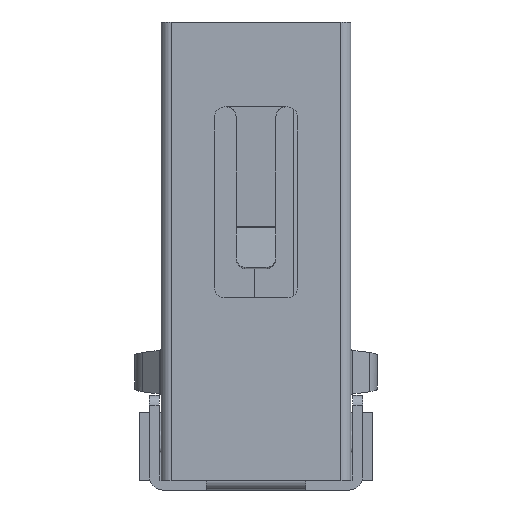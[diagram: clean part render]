
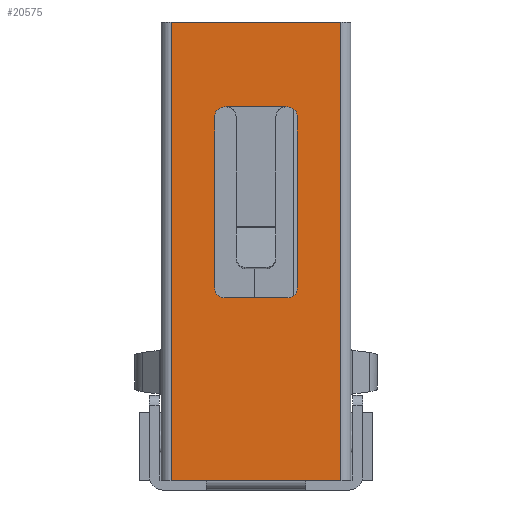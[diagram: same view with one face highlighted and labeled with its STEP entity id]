
A CAD part, left-side view. The second image highlights one B-rep face of the part: STEP entity #20575.
In plain terms, the highlighted planar face has unit normal (-1, 0, 0).
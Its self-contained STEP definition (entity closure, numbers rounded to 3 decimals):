
#6951=DIRECTION('',(0.,-1.,0.));
#6952=VECTOR('',#6951,5.12);
#6953=CARTESIAN_POINT('',(-6.55,2.56,7.1));
#6954=LINE('',#6953,#6952);
#7049=CARTESIAN_POINT('',(-6.55,-0.95,-0.91));
#7050=DIRECTION('',(1.,0.,0.));
#7051=DIRECTION('',(0.,-1.,0.));
#7052=AXIS2_PLACEMENT_3D('',#7049,#7050,#7051);
#7065=DIRECTION('',(0.,-1.,0.));
#7066=VECTOR('',#7065,1.9);
#7067=CARTESIAN_POINT('',(-6.55,0.95,-1.21));
#7068=LINE('',#7067,#7066);
#7072=DIRECTION('',(0.,0.,1.));
#7073=VECTOR('',#7072,5.15);
#7074=CARTESIAN_POINT('',(-6.55,-1.25,-0.91));
#7075=LINE('',#7074,#7073);
#7079=DIRECTION('',(0.,1.,0.));
#7080=VECTOR('',#7079,0.05);
#7081=CARTESIAN_POINT('',(-6.55,-0.95,4.54));
#7082=LINE('',#7081,#7080);
#7086=DIRECTION('',(0.,1.,0.));
#7087=VECTOR('',#7086,0.05);
#7088=CARTESIAN_POINT('',(-6.55,0.9,4.54));
#7089=LINE('',#7088,#7087);
#7093=DIRECTION('',(0.,0.,-1.));
#7094=VECTOR('',#7093,5.15);
#7095=CARTESIAN_POINT('',(-6.55,1.25,4.24));
#7096=LINE('',#7095,#7094);
#7100=DIRECTION('',(0.,0.,1.));
#7101=VECTOR('',#7100,13.8);
#7102=CARTESIAN_POINT('',(-6.55,2.56,-6.7));
#7103=LINE('',#7102,#7101);
#7107=DIRECTION('',(0.,-1.,0.));
#7108=VECTOR('',#7107,1.06);
#7109=CARTESIAN_POINT('',(-6.55,-1.5,-6.7));
#7110=LINE('',#7109,#7108);
#7114=DIRECTION('',(0.,1.,0.));
#7115=VECTOR('',#7114,3.);
#7116=CARTESIAN_POINT('',(-6.55,-1.5,-6.7));
#7117=LINE('',#7116,#7115);
#7121=DIRECTION('',(0.,-1.,0.));
#7122=VECTOR('',#7121,1.06);
#7123=CARTESIAN_POINT('',(-6.55,2.56,-6.7));
#7124=LINE('',#7123,#7122);
#7142=CARTESIAN_POINT('',(-6.55,0.95,-0.91));
#7143=DIRECTION('',(1.,0.,0.));
#7144=DIRECTION('',(0.,0.,-1.));
#7145=AXIS2_PLACEMENT_3D('',#7142,#7143,#7144);
#7172=CARTESIAN_POINT('',(-6.55,0.95,4.24));
#7173=DIRECTION('',(1.,0.,0.));
#7174=DIRECTION('',(0.,1.,0.));
#7175=AXIS2_PLACEMENT_3D('',#7172,#7173,#7174);
#7235=DIRECTION('',(0.,-1.,0.));
#7236=VECTOR('',#7235,1.8);
#7237=CARTESIAN_POINT('',(-6.55,0.9,4.54));
#7238=LINE('',#7237,#7236);
#7456=CARTESIAN_POINT('',(-6.55,-0.95,4.24));
#7457=DIRECTION('',(1.,0.,0.));
#7458=DIRECTION('',(0.,0.,1.));
#7459=AXIS2_PLACEMENT_3D('',#7456,#7457,#7458);
#7480=DIRECTION('',(0.,0.,1.));
#7481=VECTOR('',#7480,13.8);
#7482=CARTESIAN_POINT('',(-6.55,-2.56,-6.7));
#7483=LINE('',#7482,#7481);
#14152=CARTESIAN_POINT('',(-6.55,2.56,-6.7));
#14153=CARTESIAN_POINT('',(-6.55,1.5,-6.7));
#14154=VERTEX_POINT('',#14152);
#14155=VERTEX_POINT('',#14153);
#14156=CARTESIAN_POINT('',(-6.55,-1.5,-6.7));
#14157=CARTESIAN_POINT('',(-6.55,-2.56,-6.7));
#14158=VERTEX_POINT('',#14156);
#14159=VERTEX_POINT('',#14157);
#15076=CARTESIAN_POINT('',(-6.55,0.95,-1.21));
#15078=VERTEX_POINT('',#15076);
#15080=CARTESIAN_POINT('',(-6.55,1.25,-0.91));
#15082=VERTEX_POINT('',#15080);
#15084=CARTESIAN_POINT('',(-6.55,-1.25,-0.91));
#15086=VERTEX_POINT('',#15084);
#15088=CARTESIAN_POINT('',(-6.55,-0.95,-1.21));
#15090=VERTEX_POINT('',#15088);
#15092=CARTESIAN_POINT('',(-6.55,1.25,4.24));
#15094=VERTEX_POINT('',#15092);
#15096=CARTESIAN_POINT('',(-6.55,0.95,4.54));
#15098=VERTEX_POINT('',#15096);
#15101=CARTESIAN_POINT('',(-6.55,-0.9,4.54));
#15103=VERTEX_POINT('',#15101);
#15110=CARTESIAN_POINT('',(-6.55,0.9,4.54));
#15112=VERTEX_POINT('',#15110);
#15120=CARTESIAN_POINT('',(-6.55,-0.95,4.54));
#15122=VERTEX_POINT('',#15120);
#15124=CARTESIAN_POINT('',(-6.55,-1.25,4.24));
#15126=VERTEX_POINT('',#15124);
#16242=CARTESIAN_POINT('',(-6.55,2.56,7.1));
#16244=VERTEX_POINT('',#16242);
#16245=CARTESIAN_POINT('',(-6.55,-2.56,7.1));
#16246=VERTEX_POINT('',#16245);
#20539=CARTESIAN_POINT('',(-6.55,2.86,-7.));
#20540=DIRECTION('',(-1.,0.,0.));
#20541=DIRECTION('',(0.,-1.,0.));
#20542=AXIS2_PLACEMENT_3D('',#20539,#20540,#20541);
#20543=PLANE('',#20542);
#20545=ORIENTED_EDGE('',*,*,#20544,.T.);
#20546=ORIENTED_EDGE('',*,*,#20450,.T.);
#20548=ORIENTED_EDGE('',*,*,#20547,.F.);
#20549=ORIENTED_EDGE('',*,*,#16863,.F.);
#20551=ORIENTED_EDGE('',*,*,#20550,.T.);
#20552=ORIENTED_EDGE('',*,*,#16819,.F.);
#20553=EDGE_LOOP('',(#20545,#20546,#20548,#20549,#20551,#20552));
#20554=FACE_OUTER_BOUND('',#20553,.F.);
#20556=ORIENTED_EDGE('',*,*,#20555,.T.);
#20557=ORIENTED_EDGE('',*,*,#20531,.F.);
#20558=ORIENTED_EDGE('',*,*,#20520,.T.);
#20560=ORIENTED_EDGE('',*,*,#20559,.F.);
#20562=ORIENTED_EDGE('',*,*,#20561,.T.);
#20564=ORIENTED_EDGE('',*,*,#20563,.F.);
#20566=ORIENTED_EDGE('',*,*,#20565,.T.);
#20568=ORIENTED_EDGE('',*,*,#20567,.F.);
#20570=ORIENTED_EDGE('',*,*,#20569,.T.);
#20572=ORIENTED_EDGE('',*,*,#20571,.F.);
#20573=EDGE_LOOP('',(#20556,#20557,#20558,#20560,#20562,#20564,#20566,#20568,
#20570,#20572));
#20574=FACE_BOUND('',#20573,.F.);
#7053=CIRCLE('',#7052,0.3);
#7146=CIRCLE('',#7145,0.3);
#7176=CIRCLE('',#7175,0.3);
#7460=CIRCLE('',#7459,0.3);
#16819=EDGE_CURVE('',#14154,#14155,#7124,.T.);
#16863=EDGE_CURVE('',#14158,#14159,#7110,.T.);
#20450=EDGE_CURVE('',#16244,#16246,#6954,.T.);
#20520=EDGE_CURVE('',#15086,#15126,#7075,.T.);
#20531=EDGE_CURVE('',#15086,#15090,#7053,.T.);
#20544=EDGE_CURVE('',#14154,#16244,#7103,.T.);
#20547=EDGE_CURVE('',#14159,#16246,#7483,.T.);
#20550=EDGE_CURVE('',#14158,#14155,#7117,.T.);
#20555=EDGE_CURVE('',#15078,#15090,#7068,.T.);
#20559=EDGE_CURVE('',#15122,#15126,#7460,.T.);
#20561=EDGE_CURVE('',#15122,#15103,#7082,.T.);
#20563=EDGE_CURVE('',#15112,#15103,#7238,.T.);
#20565=EDGE_CURVE('',#15112,#15098,#7089,.T.);
#20567=EDGE_CURVE('',#15094,#15098,#7176,.T.);
#20569=EDGE_CURVE('',#15094,#15082,#7096,.T.);
#20571=EDGE_CURVE('',#15078,#15082,#7146,.T.);
#20575=ADVANCED_FACE('',(#20554,#20574),#20543,.T.);
